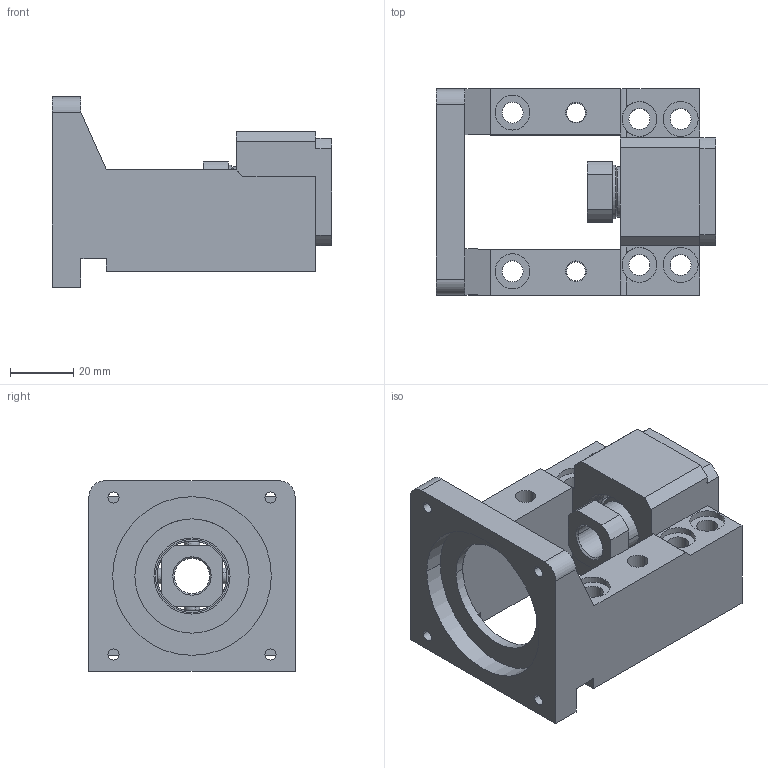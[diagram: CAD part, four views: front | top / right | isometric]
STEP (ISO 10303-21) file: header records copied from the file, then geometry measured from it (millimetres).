
FILE_DESCRIPTION(('CATIA V5 STEP Exchange'),'2;1');
FILE_NAME('TKZA12-60A-XT01580003_AllCATPart.stp','2019-10-24T15:26:07+00:00',('none'),('none'),'CATIA Version 5 Release 20 GA (IN-10)','CATIA V5 STEP AP203','none');
FILE_SCHEMA(('CONFIG_CONTROL_DESIGN'));
Length unit declared in the file: millimetre
Products named in the file (1): TKZA12-60A-XT01580003_AllCATPart
Bounding box: 88 x 65 x 60 mm (x, y, z)
Volume: 114225.5 mm3; surface area: 42202.9 mm2
Topology: 18 solids, 20 shells, 294 faces, 720 edges, 426 vertices
Faces by surface type: cylinder 126, plane 74, cone 38, sphere 32, torus 24
Entity records: 7451 total; most frequent: ORIENTED_EDGE 1312, CARTESIAN_POINT 1284, DIRECTION 1014, EDGE_CURVE 656, AXIS2_PLACEMENT_3D 560, VERTEX_POINT 426, CIRCLE 378, EDGE_LOOP 354
